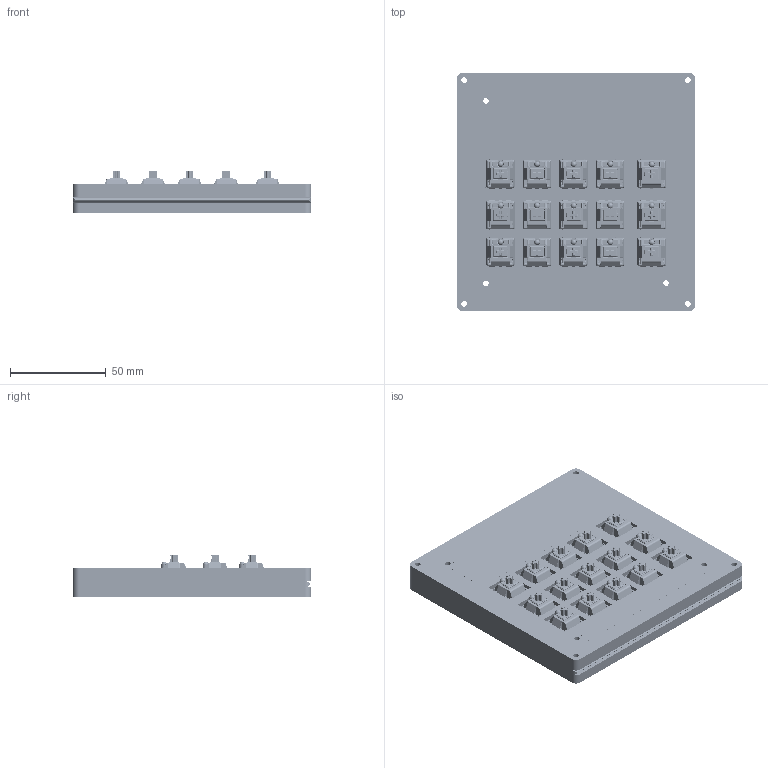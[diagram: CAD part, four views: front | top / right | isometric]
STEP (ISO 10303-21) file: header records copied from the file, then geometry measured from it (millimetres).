
FILE_DESCRIPTION(/* description */ ('STEP AP242','CAx-IF Rec.Pracs.---Representation and Presentation of Product Manufacturing Information (PMI)---4.0---2014-10-13','CAx-IF Rec.Pracs.---3D Tessellated Geometry---0.4---2014-09-14','2;1'),/* implementation_level */ '2;1');
FILE_NAME(/* name */ '6718651eb86ce562fff9f845',/* time_stamp */ '2024-10-23T02:53:19Z',/* author */ (''),/* organization */ (''),/* preprocessor_version */ 'ST-DEVELOPER v20',/* originating_system */ ' ',/* authorisation */ ' ');
FILE_SCHEMA (('AP242_MANAGED_MODEL_BASED_3D_ENGINEERING_MIM_LF { 1 0 10303 442 1 1 4 }'));
Length unit declared in the file: metre
Products named in the file (50): full assembly; MXÖá ÎÞÃ±LEDLEDLED; MX Öá ÖáÌå¨¢¨¬
_¡§¡é¡§__; Õë½Å___Ä¬ÈÏ__¨¨
_; MX Öá °´¼ü¡ä_¨¹
___¡§1; middle (acrylic); bottom cover (acrylic); MXÖá ÖáÌå µ×²¿ ¦Ì¡
Á2__Ä¬ÈÏ_¨¢2____¨¨_; right cover (acrylic); base; top; cherry cap things <16>; HackPad - HenryLi-0 1 <1>; HackPad - HenryLi-0_PCB; LED_WS2812B (5) <1>; LED_WS2812B_PLCC4_50x50mm_P32mm; LED_WS2812B (8) <1>; Diode_DO-35 (4) <1>; D_DO-35_SOD27_P7.62mm_Horizontal; Diode_DO-35 <1>; Diode_DO-35 (10) <1>; Diode_DO-35 (13) <1>; Diode_DO-35 (2) <1>; LED_WS2812B (3) <1>; Diode_DO-35 (16) <1>; LED_WS2812B (2) <1>; Diode_DO-35 (8) <1>; LED_WS2812B (1) <1>; Diode_DO-35 (11) <1>; Diode_DO-35 (6) <1>; LED_WS2812B <1>; Diode_DO-35 (7) <1>; LED_WS2812B (9) <1>; LED_WS2812B (4) <1>; LED_WS2812B (6) <1>; Diode_DO-35 (14) <1>; Diode_DO-35 (9) <1>; Diode_DO-35 (12) <1>; LED_WS2812B (7) <1>; Diode_DO-35 (1) <1> ...
Assembly tree (230 placements, depth 4):
  full assembly
    MXÖá ÎÞÃ±LEDLEDLED  x14
    MX Öá ÖáÌå¨¢¨¬
_¡§¡é¡§__  x14
    Õë½Å___Ä¬ÈÏ__¨¨
_  x14
    MXÖá ÎÞÃ±LEDLEDLED  x14
    MXÖá ÎÞÃ±LEDLEDLED  x14
    MXÖá ÎÞÃ±LEDLEDLED  x14
    MX Öá °´¼ü¡ä_¨¹
___¡§1  x14
    Õë½Å___Ä¬ÈÏ__¨¨
_  x14
    MXÖá ÎÞÃ±LEDLEDLED  x14
    middle (acrylic)
    bottom cover (acrylic)
    MXÖá ÖáÌå µ×²¿ ¦Ì¡
Á2__Ä¬ÈÏ_¨¢2____¨¨_  x14
    right cover (acrylic)
    base
    top
    cherry cap things <16>
      MXÖá ÎÞÃ±LEDLEDLED
      Õë½Å___Ä¬ÈÏ__¨¨
_
      MX Öá ÖáÌå¨¢¨¬
_¡§¡é¡§__
      MXÖá ÎÞÃ±LEDLEDLED
      Õë½Å___Ä¬ÈÏ__¨¨
_
      MXÖá ÎÞÃ±LEDLEDLED
      MX Öá °´¼ü¡ä_¨¹
___¡§1
      MXÖá ÖáÌå µ×²¿ ¦Ì¡
Á2__Ä¬ÈÏ_¨¢2____¨¨_
      MXÖá ÎÞÃ±LEDLEDLED
      MXÖá ÎÞÃ±LEDLEDLED
    HackPad - HenryLi-0 1 <1>
      HackPad - HenryLi-0_PCB
      LED_WS2812B (5) <1>
        LED_WS2812B_PLCC4_50x50mm_P32mm
      LED_WS2812B (8) <1>
        LED_WS2812B_PLCC4_50x50mm_P32mm
      Diode_DO-35 (4) <1>
        D_DO-35_SOD27_P7.62mm_Horizontal
        D_DO-35_SOD27_P7.62mm_Horizontal
      Diode_DO-35 <1>
        D_DO-35_SOD27_P7.62mm_Horizontal
        D_DO-35_SOD27_P7.62mm_Horizontal
      Diode_DO-35 (10) <1>
        D_DO-35_SOD27_P7.62mm_Horizontal
        D_DO-35_SOD27_P7.62mm_Horizontal
      Diode_DO-35 (13) <1>
        D_DO-35_SOD27_P7.62mm_Horizontal
        D_DO-35_SOD27_P7.62mm_Horizontal
      Diode_DO-35 (2) <1>
        D_DO-35_SOD27_P7.62mm_Horizontal
        D_DO-35_SOD27_P7.62mm_Horizontal
      LED_WS2812B (3) <1>
        LED_WS2812B_PLCC4_50x50mm_P32mm
      Diode_DO-35 (16) <1>
        D_DO-35_SOD27_P7.62mm_Horizontal
        D_DO-35_SOD27_P7.62mm_Horizontal
      LED_WS2812B (2) <1>
        LED_WS2812B_PLCC4_50x50mm_P32mm
      Diode_DO-35 (8) <1>
        D_DO-35_SOD27_P7.62mm_Horizontal
        D_DO-35_SOD27_P7.62mm_Horizontal
      LED_WS2812B (1) <1>
        LED_WS2812B_PLCC4_50x50mm_P32mm
Bounding box: 124.06 x 124.06 x 22 mm (x, y, z)
Volume: 148916.2 mm3; surface area: 144091.6 mm2
Topology: 201 solids, 201 shells, 24236 faces, 58395 edges, 33028 vertices
Faces by surface type: cylinder 10505, plane 7548, torus 3533, sphere 1680, bspline 885, cone 85
Full cylindrical faces by diameter (mm): 0.5 x51, 0.8 x66, 1 x18, 1.5 x30, 1.6 x60, 1.7 x30, 2 x49, 2.02 x17, 2.6 x15, 2.9 x21, 3 x15, 3.333 x10, 3.8 x15, 4 x15, 4.8 x15, 6.9 x3
Entity records: 60947 total; most frequent: CARTESIAN_POINT 11291, DIRECTION 10735, ORIENTED_EDGE 9250, EDGE_CURVE 4625, AXIS2_PLACEMENT_3D 4109, VERTEX_POINT 2884, EDGE_LOOP 2569, FACE_BOUND 2569
